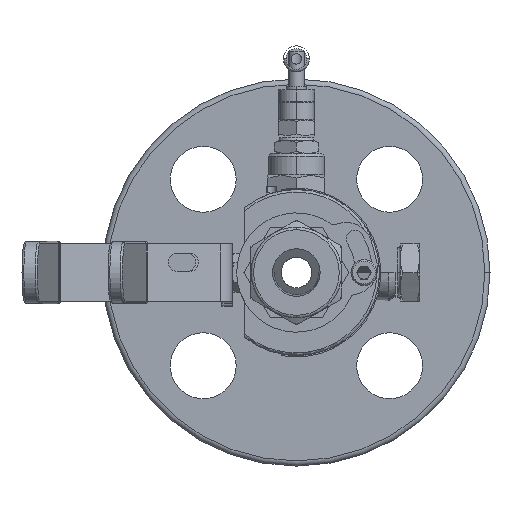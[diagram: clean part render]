
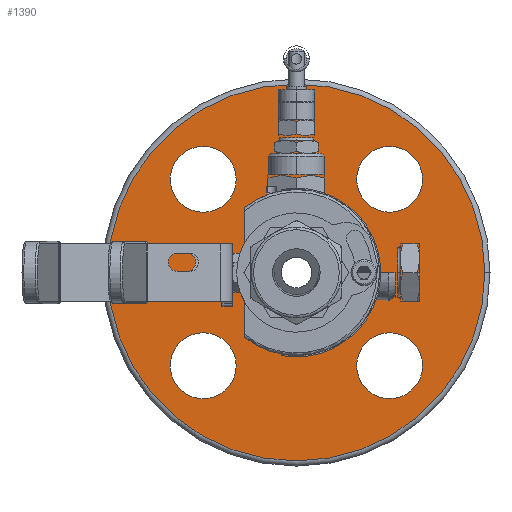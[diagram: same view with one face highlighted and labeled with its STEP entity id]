
A CAD part, left-side view. The second image highlights one B-rep face of the part: STEP entity #1390.
In plain terms, the highlighted planar face has unit normal (-1, 0, 0).
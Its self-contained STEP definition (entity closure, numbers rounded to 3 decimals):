
#279=CARTESIAN_POINT('',(-36.6,0.,0.));
#280=DIRECTION('',(-1.,0.,0.));
#281=DIRECTION('',(0.,1.,0.));
#282=AXIS2_PLACEMENT_3D('',#279,#280,#281);
#284=CARTESIAN_POINT('',(-36.6,0.,0.));
#285=DIRECTION('',(-1.,0.,0.));
#286=DIRECTION('',(0.,-1.,0.));
#287=AXIS2_PLACEMENT_3D('',#284,#285,#286);
#289=CARTESIAN_POINT('',(-36.6,35.921,-35.921));
#290=DIRECTION('',(-1.,0.,0.));
#291=DIRECTION('',(0.,-1.,0.));
#292=AXIS2_PLACEMENT_3D('',#289,#290,#291);
#294=CARTESIAN_POINT('',(-36.6,35.921,-35.921));
#295=DIRECTION('',(-1.,0.,0.));
#296=DIRECTION('',(0.,1.,0.));
#297=AXIS2_PLACEMENT_3D('',#294,#295,#296);
#299=CARTESIAN_POINT('',(-36.6,35.921,35.921));
#300=DIRECTION('',(-1.,0.,0.));
#301=DIRECTION('',(0.,0.,-1.));
#302=AXIS2_PLACEMENT_3D('',#299,#300,#301);
#304=CARTESIAN_POINT('',(-36.6,35.921,35.921));
#305=DIRECTION('',(-1.,0.,0.));
#306=DIRECTION('',(0.,0.,1.));
#307=AXIS2_PLACEMENT_3D('',#304,#305,#306);
#309=CARTESIAN_POINT('',(-36.6,-35.921,35.921));
#310=DIRECTION('',(-1.,0.,0.));
#311=DIRECTION('',(0.,1.,0.));
#312=AXIS2_PLACEMENT_3D('',#309,#310,#311);
#314=CARTESIAN_POINT('',(-36.6,-35.921,35.921));
#315=DIRECTION('',(-1.,0.,0.));
#316=DIRECTION('',(0.,-1.,0.));
#317=AXIS2_PLACEMENT_3D('',#314,#315,#316);
#319=CARTESIAN_POINT('',(-36.6,-35.921,-35.921));
#320=DIRECTION('',(-1.,0.,0.));
#321=DIRECTION('',(0.,0.,1.));
#322=AXIS2_PLACEMENT_3D('',#319,#320,#321);
#324=CARTESIAN_POINT('',(-36.6,-35.921,-35.921));
#325=DIRECTION('',(-1.,0.,0.));
#326=DIRECTION('',(0.,0.,-1.));
#327=AXIS2_PLACEMENT_3D('',#324,#325,#326);
#329=CARTESIAN_POINT('',(-36.6,0.,0.));
#330=DIRECTION('',(-1.,0.,0.));
#331=DIRECTION('',(0.,1.,0.));
#332=AXIS2_PLACEMENT_3D('',#329,#330,#331);
#334=CARTESIAN_POINT('',(-36.6,0.,0.));
#335=DIRECTION('',(-1.,0.,0.));
#336=DIRECTION('',(0.,-1.,0.));
#337=AXIS2_PLACEMENT_3D('',#334,#335,#336);
#724=CARTESIAN_POINT('',(-36.6,23.221,-35.921));
#725=CARTESIAN_POINT('',(-36.6,48.621,-35.921));
#726=VERTEX_POINT('',#724);
#727=VERTEX_POINT('',#725);
#732=CARTESIAN_POINT('',(-36.6,35.921,23.221));
#733=CARTESIAN_POINT('',(-36.6,35.921,48.621));
#734=VERTEX_POINT('',#732);
#735=VERTEX_POINT('',#733);
#740=CARTESIAN_POINT('',(-36.6,-23.221,35.921));
#741=CARTESIAN_POINT('',(-36.6,-48.621,35.921));
#742=VERTEX_POINT('',#740);
#743=VERTEX_POINT('',#741);
#748=CARTESIAN_POINT('',(-36.6,-35.921,-23.221));
#749=CARTESIAN_POINT('',(-36.6,-35.921,-48.621));
#750=VERTEX_POINT('',#748);
#751=VERTEX_POINT('',#749);
#804=CARTESIAN_POINT('',(-36.6,-23.,0.));
#805=CARTESIAN_POINT('',(-36.6,23.,0.));
#806=VERTEX_POINT('',#804);
#807=VERTEX_POINT('',#805);
#854=CARTESIAN_POINT('',(-36.6,72.6,0.));
#855=CARTESIAN_POINT('',(-36.6,-72.6,0.));
#856=VERTEX_POINT('',#854);
#857=VERTEX_POINT('',#855);
#1357=CARTESIAN_POINT('',(-36.6,0.,0.));
#1358=DIRECTION('',(-1.,0.,0.));
#1359=DIRECTION('',(0.,1.,0.));
#1360=AXIS2_PLACEMENT_3D('',#1357,#1358,#1359);
#1361=PLANE('',#1360);
#1363=ORIENTED_EDGE('',*,*,#1362,.F.);
#1365=ORIENTED_EDGE('',*,*,#1364,.F.);
#1366=EDGE_LOOP('',(#1363,#1365));
#1367=FACE_OUTER_BOUND('',#1366,.F.);
#1368=ORIENTED_EDGE('',*,*,#1176,.T.);
#1369=ORIENTED_EDGE('',*,*,#1192,.T.);
#1370=EDGE_LOOP('',(#1368,#1369));
#1371=FACE_BOUND('',#1370,.F.);
#1372=ORIENTED_EDGE('',*,*,#1210,.T.);
#1373=ORIENTED_EDGE('',*,*,#1225,.T.);
#1374=EDGE_LOOP('',(#1372,#1373));
#1375=FACE_BOUND('',#1374,.F.);
#1376=ORIENTED_EDGE('',*,*,#1240,.T.);
#1377=ORIENTED_EDGE('',*,*,#1255,.T.);
#1378=EDGE_LOOP('',(#1376,#1377));
#1379=FACE_BOUND('',#1378,.F.);
#1380=ORIENTED_EDGE('',*,*,#1270,.T.);
#1381=ORIENTED_EDGE('',*,*,#1285,.T.);
#1382=EDGE_LOOP('',(#1380,#1381));
#1383=FACE_BOUND('',#1382,.F.);
#1385=ORIENTED_EDGE('',*,*,#1384,.T.);
#1387=ORIENTED_EDGE('',*,*,#1386,.T.);
#1388=EDGE_LOOP('',(#1385,#1387));
#1389=FACE_BOUND('',#1388,.F.);
#1390=ADVANCED_FACE('',(#1367,#1371,#1375,#1379,#1383,#1389),#1361,.T.);
#283=CIRCLE('',#282,72.6);
#288=CIRCLE('',#287,72.6);
#293=CIRCLE('',#292,12.7);
#298=CIRCLE('',#297,12.7);
#303=CIRCLE('',#302,12.7);
#308=CIRCLE('',#307,12.7);
#313=CIRCLE('',#312,12.7);
#318=CIRCLE('',#317,12.7);
#323=CIRCLE('',#322,12.7);
#328=CIRCLE('',#327,12.7);
#333=CIRCLE('',#332,23.);
#338=CIRCLE('',#337,23.);
#1176=EDGE_CURVE('',#726,#727,#293,.T.);
#1192=EDGE_CURVE('',#727,#726,#298,.T.);
#1210=EDGE_CURVE('',#734,#735,#303,.T.);
#1225=EDGE_CURVE('',#735,#734,#308,.T.);
#1240=EDGE_CURVE('',#742,#743,#313,.T.);
#1255=EDGE_CURVE('',#743,#742,#318,.T.);
#1270=EDGE_CURVE('',#750,#751,#323,.T.);
#1285=EDGE_CURVE('',#751,#750,#328,.T.);
#1362=EDGE_CURVE('',#856,#857,#283,.T.);
#1364=EDGE_CURVE('',#857,#856,#288,.T.);
#1384=EDGE_CURVE('',#807,#806,#333,.T.);
#1386=EDGE_CURVE('',#806,#807,#338,.T.);
